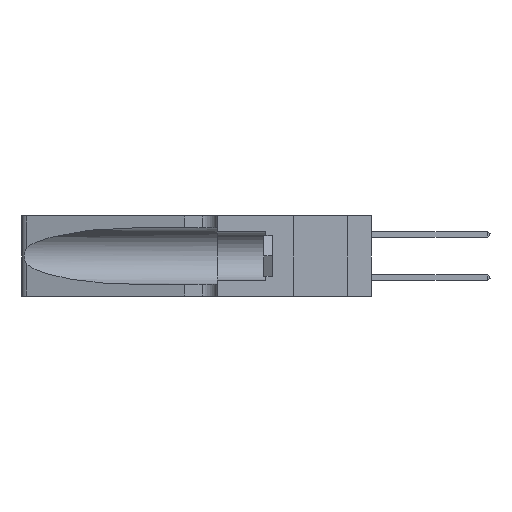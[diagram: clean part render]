
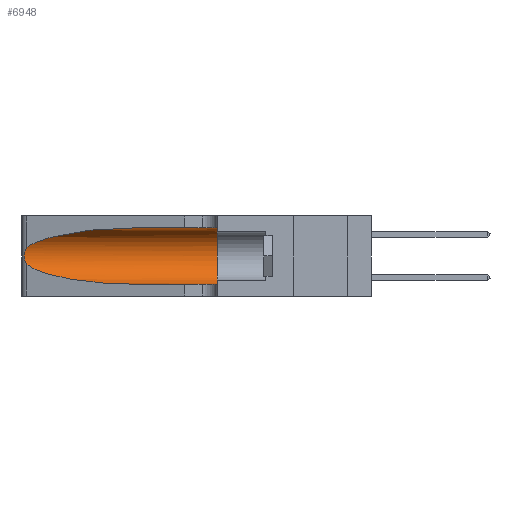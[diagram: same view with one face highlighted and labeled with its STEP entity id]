
A CAD part, left-side view. The second image highlights one B-rep face of the part: STEP entity #6948.
In plain terms, the highlighted cylindrical face has radius 3.308 mm (diameter 6.617 mm), a partial arc.
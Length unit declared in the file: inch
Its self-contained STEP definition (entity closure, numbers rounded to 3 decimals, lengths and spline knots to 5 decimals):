
#1477 = ORIENTED_EDGE ( 'NONE', *, *, #21685, .T. ) ;
#1618 = ORIENTED_EDGE ( 'NONE', *, *, #4914, .F. ) ;
#1623 = ORIENTED_EDGE ( 'NONE', *, *, #34899, .T. ) ;
#2092 = CARTESIAN_POINT ( 'NONE',  ( 0.1305, 0.35, 0.05475 ) ) ;
#2410 = CARTESIAN_POINT ( 'NONE',  ( 0.25487, 1.22718, 0.14631 ) ) ;
#3936 = CARTESIAN_POINT ( 'NONE',  ( 0.1305, 1.61858, 0.185 ) ) ;
#4041 = CARTESIAN_POINT ( 'NONE',  ( 0.2373, 1.15595, 0.28018 ) ) ;
#4146 = EDGE_CURVE ( 'NONE', #26231, #40272, #19543, .T. ) ;
#4358 = EDGE_CURVE ( 'NONE', #11519, #42548, #43468, .T. ) ;
#4650 =( BOUNDED_CURVE ( )  B_SPLINE_CURVE ( 3, ( #32491, #36082, #4041, #29077 ),
 .UNSPECIFIED., .F., .T. ) 
 B_SPLINE_CURVE_WITH_KNOTS ( ( 4, 4 ),
 ( 1.5708, 2.84003 ),
 .UNSPECIFIED. ) 
 CURVE ( )  GEOMETRIC_REPRESENTATION_ITEM ( )  RATIONAL_B_SPLINE_CURVE ( ( 1., 0.87, 0.87, 1. ) ) 
 REPRESENTATION_ITEM ( '' )  );
#4914 = EDGE_CURVE ( 'NONE', #31616, #11519, #21777, .T. ) ;
#5896 = CARTESIAN_POINT ( 'NONE',  ( 0.25487, 1.22718, 0.22369 ) ) ;
#6948 = ADVANCED_FACE ( 'NONE', ( #38882 ), #10411, .F. ) ;
#7120 = CARTESIAN_POINT ( 'NONE',  ( 0.1305, 0.72297, 0.05475 ) ) ;
#9162 = ORIENTED_EDGE ( 'NONE', *, *, #4358, .F. ) ;
#9530 = CARTESIAN_POINT ( 'NONE',  ( 0.25854, 1.2359, 0.20912 ) ) ;
#10411 = CYLINDRICAL_SURFACE ( 'NONE', #25899, 0.13025 ) ;
#11519 = VERTEX_POINT ( 'NONE', #30704 ) ;
#13079 = CARTESIAN_POINT ( 'NONE',  ( 0.26075, 1.23896, 0.19203 ) ) ;
#14169 = DIRECTION ( 'NONE',  ( 0., 1., 0. ) ) ;
#14347 = CARTESIAN_POINT ( 'NONE',  ( 0.18966, 0.96281, 0.05475 ) ) ;
#16687 = CARTESIAN_POINT ( 'NONE',  ( 0.26017, 1.23833, 0.17102 ) ) ;
#16800 = LINE ( 'NONE', #43450, #17889 ) ;
#17889 = VECTOR ( 'NONE', #22139, 39.37008 ) ;
#18196 = DIRECTION ( 'NONE',  ( 0., 0., -1. ) ) ;
#18225 = EDGE_LOOP ( 'NONE', ( #30761, #45213, #1623, #1477, #9162, #1618 ) ) ;
#19543 = B_SPLINE_CURVE_WITH_KNOTS ( 'NONE', 3,
 ( #5896, #23722, #41468, #30898, #9530, #34495, #13079, #38067, #16687, #41626, #20285, #45189, #23877, #2410 ),
 .UNSPECIFIED., .F., .F.,
 ( 4, 2, 2, 2, 2, 2, 4 ),
 ( 0., 0.00027, 0.00053, 0.00107, 0.0016, 0.00187, 0.00214 ),
 .UNSPECIFIED. ) ;
#19547 = CARTESIAN_POINT ( 'NONE',  ( 0.25487, 1.22718, 0.22369 ) ) ;
#20252 = VERTEX_POINT ( 'NONE', #7120 ) ;
#20285 = CARTESIAN_POINT ( 'NONE',  ( 0.25789, 1.23486, 0.15765 ) ) ;
#20682 = CARTESIAN_POINT ( 'NONE',  ( 0.1305, 1.61858, 0.31525 ) ) ;
#21685 = EDGE_CURVE ( 'NONE', #20252, #42548, #16800, .T. ) ;
#21777 = LINE ( 'NONE', #20682, #40747 ) ;
#22139 = DIRECTION ( 'NONE',  ( 0., -1., 0. ) ) ;
#23722 = CARTESIAN_POINT ( 'NONE',  ( 0.25555, 1.22994, 0.2215 ) ) ;
#23877 = CARTESIAN_POINT ( 'NONE',  ( 0.25555, 1.22993, 0.14849 ) ) ;
#24942 = AXIS2_PLACEMENT_3D ( 'NONE', #35544, #14169, #39129 ) ;
#24973 = CARTESIAN_POINT ( 'NONE',  ( 0.2373, 1.15595, 0.08982 ) ) ;
#25899 = AXIS2_PLACEMENT_3D ( 'NONE', #3936, #39712, #18196 ) ;
#26231 = VERTEX_POINT ( 'NONE', #19547 ) ;
#27461 = CARTESIAN_POINT ( 'NONE',  ( 0.1305, 0.72297, 0.31525 ) ) ;
#27591 =( BOUNDED_CURVE ( )  B_SPLINE_CURVE ( 3, ( #28564, #24973, #14347, #39297 ),
 .UNSPECIFIED., .F., .F. ) 
 B_SPLINE_CURVE_WITH_KNOTS ( ( 4, 4 ),
 ( 3.44316, 4.71239 ),
 .UNSPECIFIED. ) 
 CURVE ( )  GEOMETRIC_REPRESENTATION_ITEM ( )  RATIONAL_B_SPLINE_CURVE ( ( 1., 0.87, 0.87, 1. ) ) 
 REPRESENTATION_ITEM ( '' )  );
#28072 = EDGE_CURVE ( 'NONE', #31616, #26231, #4650, .T. ) ;
#28564 = CARTESIAN_POINT ( 'NONE',  ( 0.25487, 1.22718, 0.14631 ) ) ;
#29077 = CARTESIAN_POINT ( 'NONE',  ( 0.25487, 1.22718, 0.22369 ) ) ;
#30704 = CARTESIAN_POINT ( 'NONE',  ( 0.1305, 0.35, 0.31525 ) ) ;
#30761 = ORIENTED_EDGE ( 'NONE', *, *, #28072, .T. ) ;
#30898 = CARTESIAN_POINT ( 'NONE',  ( 0.25787, 1.23484, 0.2124 ) ) ;
#31616 = VERTEX_POINT ( 'NONE', #27461 ) ;
#32491 = CARTESIAN_POINT ( 'NONE',  ( 0.1305, 0.72297, 0.31525 ) ) ;
#34495 = CARTESIAN_POINT ( 'NONE',  ( 0.26018, 1.23835, 0.19895 ) ) ;
#34899 = EDGE_CURVE ( 'NONE', #40272, #20252, #27591, .T. ) ;
#35544 = CARTESIAN_POINT ( 'NONE',  ( 0.1305, 0.35, 0.185 ) ) ;
#36082 = CARTESIAN_POINT ( 'NONE',  ( 0.18966, 0.96281, 0.31525 ) ) ;
#38067 = CARTESIAN_POINT ( 'NONE',  ( 0.26075, 1.23896, 0.178 ) ) ;
#38882 = FACE_OUTER_BOUND ( 'NONE', #18225, .T. ) ;
#39129 = DIRECTION ( 'NONE',  ( 0., 0., 1. ) ) ;
#39297 = CARTESIAN_POINT ( 'NONE',  ( 0.1305, 0.72297, 0.05475 ) ) ;
#39712 = DIRECTION ( 'NONE',  ( 0., -1., 0. ) ) ;
#40272 = VERTEX_POINT ( 'NONE', #40474 ) ;
#40474 = CARTESIAN_POINT ( 'NONE',  ( 0.25487, 1.22718, 0.14631 ) ) ;
#40747 = VECTOR ( 'NONE', #45579, 39.37008 ) ;
#41468 = CARTESIAN_POINT ( 'NONE',  ( 0.25639, 1.23184, 0.21858 ) ) ;
#41626 = CARTESIAN_POINT ( 'NONE',  ( 0.25856, 1.23593, 0.16098 ) ) ;
#42548 = VERTEX_POINT ( 'NONE', #2092 ) ;
#43450 = CARTESIAN_POINT ( 'NONE',  ( 0.1305, 1.61858, 0.05475 ) ) ;
#43468 = CIRCLE ( 'NONE', #24942, 0.13025 ) ;
#45189 = CARTESIAN_POINT ( 'NONE',  ( 0.25639, 1.23186, 0.15144 ) ) ;
#45213 = ORIENTED_EDGE ( 'NONE', *, *, #4146, .T. ) ;
#45579 = DIRECTION ( 'NONE',  ( 0., -1., 0. ) ) ;
